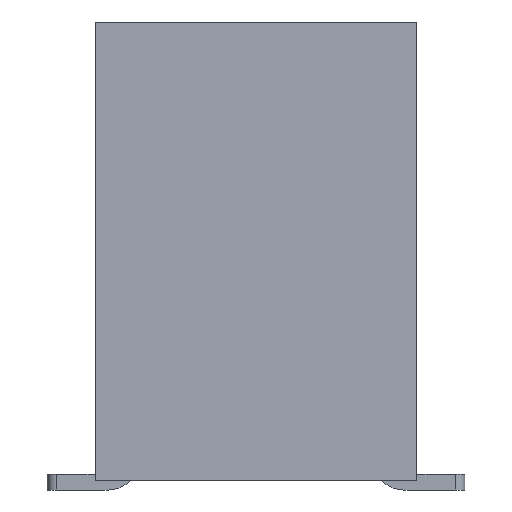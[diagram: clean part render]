
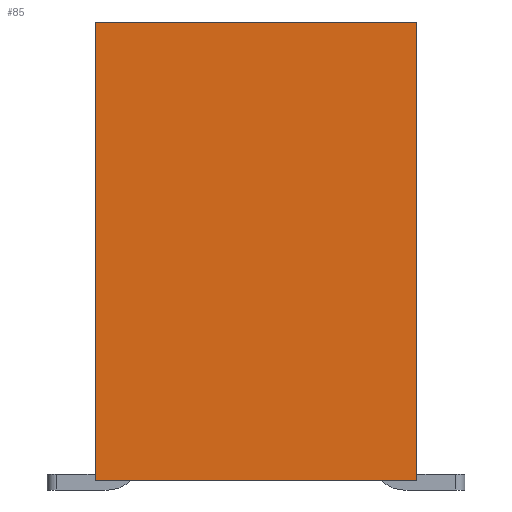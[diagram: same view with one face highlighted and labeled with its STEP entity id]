
A CAD part, left-side view. The second image highlights one B-rep face of the part: STEP entity #85.
In plain terms, the highlighted planar face has unit normal (-1, 0, 0).
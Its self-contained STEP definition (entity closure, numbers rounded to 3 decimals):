
#85=ADVANCED_FACE('',(#289),#195,.T.);
#195=PLANE('',#2142);
#289=FACE_OUTER_BOUND('',#417,.T.);
#417=EDGE_LOOP('',(#586,#587,#588,#589));
#586=ORIENTED_EDGE('',*,*,#1362,.T.);
#587=ORIENTED_EDGE('',*,*,#1353,.T.);
#588=ORIENTED_EDGE('',*,*,#1368,.F.);
#589=ORIENTED_EDGE('',*,*,#1369,.T.);
#1159=VERTEX_POINT('',#2907);
#1161=VERTEX_POINT('',#2911);
#1170=VERTEX_POINT('',#2931);
#1174=VERTEX_POINT('',#2942);
#1353=EDGE_CURVE('',#1159,#1161,#1649,.T.);
#1362=EDGE_CURVE('',#1170,#1159,#1658,.T.);
#1368=EDGE_CURVE('',#1174,#1161,#1664,.T.);
#1369=EDGE_CURVE('',#1174,#1170,#1665,.T.);
#1649=LINE('',#2912,#1913);
#1658=LINE('',#2930,#1922);
#1664=LINE('',#2941,#1928);
#1665=LINE('',#2943,#1929);
#1913=VECTOR('',#2324,1.);
#1922=VECTOR('',#2335,1.);
#1928=VECTOR('',#2343,1.);
#1929=VECTOR('',#2344,1.);
#2142=AXIS2_PLACEMENT_3D('',#2944,#2345,#2346);
#2324=DIRECTION('',(0.,1.,0.));
#2335=DIRECTION('',(0.,0.,1.));
#2343=DIRECTION('',(0.,0.,1.));
#2344=DIRECTION('',(0.,-1.,0.));
#2345=DIRECTION('',(-1.,0.,0.));
#2346=DIRECTION('',(0.,0.,1.));
#2907=CARTESIAN_POINT('',(0.,0.,6.8));
#2911=CARTESIAN_POINT('',(0.,5.08,6.8));
#2912=CARTESIAN_POINT('',(0.,2.54,6.8));
#2930=CARTESIAN_POINT('',(0.,0.,0.));
#2931=CARTESIAN_POINT('',(0.,0.,-0.45));
#2941=CARTESIAN_POINT('',(0.,5.08,0.));
#2942=CARTESIAN_POINT('',(0.,5.08,-0.45));
#2943=CARTESIAN_POINT('',(0.,5.08,-0.45));
#2944=CARTESIAN_POINT('',(0.,2.54,0.));
